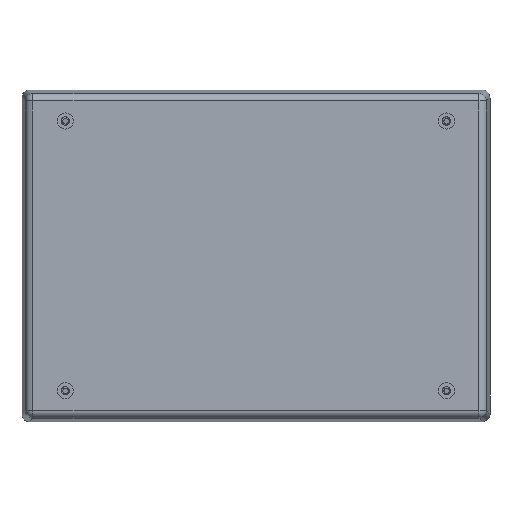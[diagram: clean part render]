
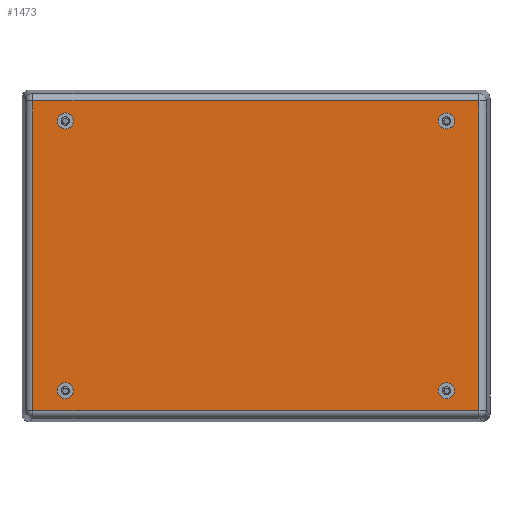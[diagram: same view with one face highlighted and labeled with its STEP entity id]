
A CAD part, front view. The second image highlights one B-rep face of the part: STEP entity #1473.
In plain terms, the highlighted planar face has unit normal (0, -1, 0).
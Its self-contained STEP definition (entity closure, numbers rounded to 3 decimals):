
#482 = VERTEX_POINT ( 'NONE', #4316 ) ;
#483 = VERTEX_POINT ( 'NONE', #4317 ) ;
#486 = VERTEX_POINT ( 'NONE', #4320 ) ;
#487 = VERTEX_POINT ( 'NONE', #4321 ) ;
#490 = VERTEX_POINT ( 'NONE', #4324 ) ;
#491 = VERTEX_POINT ( 'NONE', #4325 ) ;
#494 = VERTEX_POINT ( 'NONE', #4328 ) ;
#495 = VERTEX_POINT ( 'NONE', #4329 ) ;
#715 = EDGE_LOOP ( 'NONE', ( #2295, #2297 ) ) ;
#716 = EDGE_LOOP ( 'NONE', ( #2294, #2299 ) ) ;
#717 = EDGE_LOOP ( 'NONE', ( #2296, #2301 ) ) ;
#718 = EDGE_LOOP ( 'NONE', ( #2298, #2302 ) ) ;
#719 = EDGE_LOOP ( 'NONE', ( #2300, #2304, #2303, #2305 ) ) ;
#1157 = VERTEX_POINT ( 'NONE', #4504 ) ;
#1158 = VERTEX_POINT ( 'NONE', #4505 ) ;
#1159 = VERTEX_POINT ( 'NONE', #4506 ) ;
#1160 = VERTEX_POINT ( 'NONE', #4507 ) ;
#1405 = EDGE_CURVE ( 'NONE', #482, #483, #4631, .T. ) ;
#1410 = EDGE_CURVE ( 'NONE', #486, #487, #4633, .T. ) ;
#1414 = EDGE_CURVE ( 'NONE', #490, #491, #4635, .T. ) ;
#1418 = EDGE_CURVE ( 'NONE', #494, #495, #4637, .T. ) ;
#1473 = ADVANCED_FACE ( 'NONE', ( #5079, #5078, #5083, #5085, #5087 ), #5690, .F. ) ;
#2294 = ORIENTED_EDGE ( 'NONE', *, *, #3033, .F. ) ;
#2295 = ORIENTED_EDGE ( 'NONE', *, *, #3032, .F. ) ;
#2296 = ORIENTED_EDGE ( 'NONE', *, *, #3034, .F. ) ;
#2297 = ORIENTED_EDGE ( 'NONE', *, *, #1405, .F. ) ;
#2298 = ORIENTED_EDGE ( 'NONE', *, *, #3035, .F. ) ;
#2299 = ORIENTED_EDGE ( 'NONE', *, *, #1410, .F. ) ;
#2300 = ORIENTED_EDGE ( 'NONE', *, *, #3037, .T. ) ;
#2301 = ORIENTED_EDGE ( 'NONE', *, *, #1414, .F. ) ;
#2302 = ORIENTED_EDGE ( 'NONE', *, *, #1418, .F. ) ;
#2303 = ORIENTED_EDGE ( 'NONE', *, *, #3038, .T. ) ;
#2304 = ORIENTED_EDGE ( 'NONE', *, *, #3036, .T. ) ;
#2305 = ORIENTED_EDGE ( 'NONE', *, *, #3039, .T. ) ;
#3032 = EDGE_CURVE ( 'NONE', #483, #482, #4716, .T. ) ;
#3033 = EDGE_CURVE ( 'NONE', #487, #486, #4717, .T. ) ;
#3034 = EDGE_CURVE ( 'NONE', #491, #490, #4718, .T. ) ;
#3035 = EDGE_CURVE ( 'NONE', #495, #494, #4719, .T. ) ;
#3036 = EDGE_CURVE ( 'NONE', #1158, #1159, #7590, .T. ) ;
#3037 = EDGE_CURVE ( 'NONE', #1157, #1158, #7593, .T. ) ;
#3038 = EDGE_CURVE ( 'NONE', #1159, #1160, #7596, .T. ) ;
#3039 = EDGE_CURVE ( 'NONE', #1160, #1157, #7599, .T. ) ;
#4316 = CARTESIAN_POINT ( 'NONE',  ( 77., 0., 57.75 ) ) ;
#4317 = CARTESIAN_POINT ( 'NONE',  ( 77., 0., 51.25 ) ) ;
#4320 = CARTESIAN_POINT ( 'NONE',  ( -77., 0., 57.75 ) ) ;
#4321 = CARTESIAN_POINT ( 'NONE',  ( -77., 0., 51.25 ) ) ;
#4324 = CARTESIAN_POINT ( 'NONE',  ( 77., 0., -51.25 ) ) ;
#4325 = CARTESIAN_POINT ( 'NONE',  ( 77., 0., -57.75 ) ) ;
#4328 = CARTESIAN_POINT ( 'NONE',  ( -77., 0., -51.25 ) ) ;
#4329 = CARTESIAN_POINT ( 'NONE',  ( -77., 0., -57.75 ) ) ;
#4504 = CARTESIAN_POINT ( 'NONE',  ( 90.089, 0., -62.589 ) ) ;
#4505 = CARTESIAN_POINT ( 'NONE',  ( 90.089, 0., 62.589 ) ) ;
#4506 = CARTESIAN_POINT ( 'NONE',  ( -90.089, 0., 62.589 ) ) ;
#4507 = CARTESIAN_POINT ( 'NONE',  ( -90.089, 0., -62.589 ) ) ;
#4631 = CIRCLE ( 'NONE', #4976, 3.25 ) ;
#4633 = CIRCLE ( 'NONE', #4981, 3.25 ) ;
#4635 = CIRCLE ( 'NONE', #4985, 3.25 ) ;
#4637 = CIRCLE ( 'NONE', #4989, 3.25 ) ;
#4716 = CIRCLE ( 'NONE', #6630, 3.25 ) ;
#4717 = CIRCLE ( 'NONE', #6627, 3.25 ) ;
#4718 = CIRCLE ( 'NONE', #6629, 3.25 ) ;
#4719 = CIRCLE ( 'NONE', #6628, 3.25 ) ;
#4976 = AXIS2_PLACEMENT_3D ( 'NONE', #5477, #5478, #5479 ) ;
#4981 = AXIS2_PLACEMENT_3D ( 'NONE', #5492, #5493, #5494 ) ;
#4985 = AXIS2_PLACEMENT_3D ( 'NONE', #5504, #5505, #5506 ) ;
#4989 = AXIS2_PLACEMENT_3D ( 'NONE', #5516, #5517, #5518 ) ;
#5078 = FACE_BOUND ( 'NONE', #716, .T. ) ;
#5079 = FACE_BOUND ( 'NONE', #715, .T. ) ;
#5082 = AXIS2_PLACEMENT_3D ( 'NONE', #5691, #5692, #5693 ) ;
#5083 = FACE_BOUND ( 'NONE', #717, .T. ) ;
#5085 = FACE_BOUND ( 'NONE', #718, .T. ) ;
#5087 = FACE_OUTER_BOUND ( 'NONE', #719, .T. ) ;
#5477 = CARTESIAN_POINT ( 'NONE',  ( 77., 0., 54.5 ) ) ;
#5478 = DIRECTION ( 'NONE',  ( 0., -1., 0. ) ) ;
#5479 = DIRECTION ( 'NONE',  ( 0., 0., -1. ) ) ;
#5492 = CARTESIAN_POINT ( 'NONE',  ( -77., 0., 54.5 ) ) ;
#5493 = DIRECTION ( 'NONE',  ( 0., -1., 0. ) ) ;
#5494 = DIRECTION ( 'NONE',  ( 0., 0., -1. ) ) ;
#5504 = CARTESIAN_POINT ( 'NONE',  ( 77., 0., -54.5 ) ) ;
#5505 = DIRECTION ( 'NONE',  ( 0., -1., 0. ) ) ;
#5506 = DIRECTION ( 'NONE',  ( 0., 0., -1. ) ) ;
#5516 = CARTESIAN_POINT ( 'NONE',  ( -77., 0., -54.5 ) ) ;
#5517 = DIRECTION ( 'NONE',  ( 0., -1., 0. ) ) ;
#5518 = DIRECTION ( 'NONE',  ( 0., 0., -1. ) ) ;
#5690 = PLANE ( 'NONE',  #5082 ) ;
#5691 = CARTESIAN_POINT ( 'NONE',  ( -94.5, 0., 67. ) ) ;
#5692 = DIRECTION ( 'NONE',  ( 0., 1., 0. ) ) ;
#5693 = DIRECTION ( 'NONE',  ( 0., 0., 1. ) ) ;
#6627 = AXIS2_PLACEMENT_3D ( 'NONE', #7580, #7581, #7582 ) ;
#6628 = AXIS2_PLACEMENT_3D ( 'NONE', #7586, #7587, #7588 ) ;
#6629 = AXIS2_PLACEMENT_3D ( 'NONE', #7583, #7584, #7585 ) ;
#6630 = AXIS2_PLACEMENT_3D ( 'NONE', #7577, #7578, #7579 ) ;
#6634 = VECTOR ( 'NONE', #7592, 1000. ) ;
#6635 = VECTOR ( 'NONE', #7595, 1000. ) ;
#6636 = VECTOR ( 'NONE', #7598, 1000. ) ;
#7577 = CARTESIAN_POINT ( 'NONE',  ( 77., 0., 54.5 ) ) ;
#7578 = DIRECTION ( 'NONE',  ( 0., -1., 0. ) ) ;
#7579 = DIRECTION ( 'NONE',  ( 0., 0., -1. ) ) ;
#7580 = CARTESIAN_POINT ( 'NONE',  ( -77., 0., 54.5 ) ) ;
#7581 = DIRECTION ( 'NONE',  ( 0., -1., 0. ) ) ;
#7582 = DIRECTION ( 'NONE',  ( 0., 0., -1. ) ) ;
#7583 = CARTESIAN_POINT ( 'NONE',  ( 77., 0., -54.5 ) ) ;
#7584 = DIRECTION ( 'NONE',  ( 0., -1., 0. ) ) ;
#7585 = DIRECTION ( 'NONE',  ( 0., 0., -1. ) ) ;
#7586 = CARTESIAN_POINT ( 'NONE',  ( -77., 0., -54.5 ) ) ;
#7587 = DIRECTION ( 'NONE',  ( 0., -1., 0. ) ) ;
#7588 = DIRECTION ( 'NONE',  ( 0., 0., -1. ) ) ;
#7590 = LINE ( 'NONE', #7591, #6634 ) ;
#7591 = CARTESIAN_POINT ( 'NONE',  ( -94.5, 0., 62.589 ) ) ;
#7592 = DIRECTION ( 'NONE',  ( -1., 0., 0. ) ) ;
#7593 = LINE ( 'NONE', #7594, #6635 ) ;
#7594 = CARTESIAN_POINT ( 'NONE',  ( 90.089, 0., 67. ) ) ;
#7595 = DIRECTION ( 'NONE',  ( 0., 0., 1. ) ) ;
#7596 = LINE ( 'NONE', #7597, #6636 ) ;
#7597 = CARTESIAN_POINT ( 'NONE',  ( -90.089, 0., 67. ) ) ;
#7598 = DIRECTION ( 'NONE',  ( 0., 0., -1. ) ) ;
#7599 = LINE ( 'NONE', #7600, #7831 ) ;
#7600 = CARTESIAN_POINT ( 'NONE',  ( -94.5, 0., -62.589 ) ) ;
#7601 = DIRECTION ( 'NONE',  ( 1., 0., 0. ) ) ;
#7831 = VECTOR ( 'NONE', #7601, 1000. ) ;
